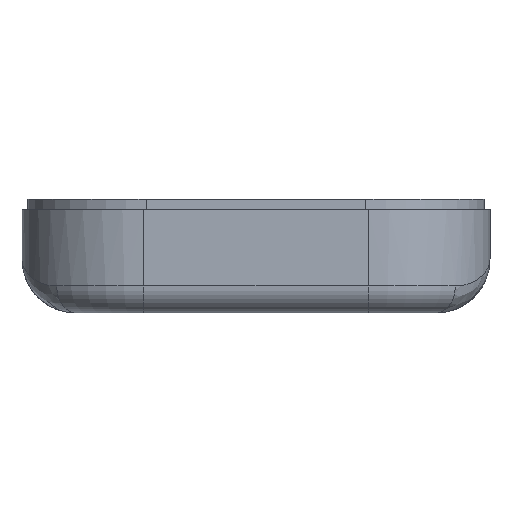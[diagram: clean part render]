
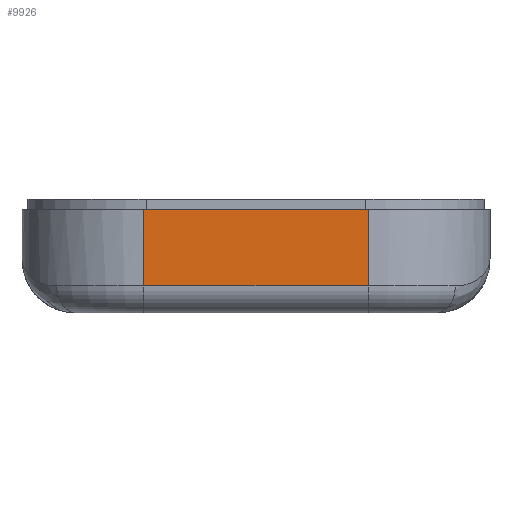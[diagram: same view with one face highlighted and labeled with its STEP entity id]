
A CAD part, left-side view. The second image highlights one B-rep face of the part: STEP entity #9926.
In plain terms, the highlighted planar face has unit normal (-1, 0, 0).
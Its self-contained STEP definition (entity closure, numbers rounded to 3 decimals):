
#1066=FACE_OUTER_BOUND('',#1659,.T.);
#1659=EDGE_LOOP('',(#9106,#9107,#9108,#9109));
#2811=LINE('',#18136,#3593);
#2943=LINE('',#20578,#3725);
#2944=LINE('',#20757,#3726);
#2945=LINE('',#20759,#3727);
#3593=VECTOR('',#13162,10.);
#3725=VECTOR('',#13648,10.);
#3726=VECTOR('',#13665,10.);
#3727=VECTOR('',#13668,10.);
#4566=VERTEX_POINT('',#18133);
#4567=VERTEX_POINT('',#18135);
#4696=VERTEX_POINT('',#20575);
#4697=VERTEX_POINT('',#20577);
#5921=EDGE_CURVE('',#4567,#4566,#2811,.T.);
#6167=EDGE_CURVE('',#4696,#4697,#2943,.T.);
#6175=EDGE_CURVE('',#4566,#4697,#2944,.T.);
#6176=EDGE_CURVE('',#4567,#4696,#2945,.T.);
#9106=ORIENTED_EDGE('',*,*,#5921,.T.);
#9107=ORIENTED_EDGE('',*,*,#6175,.T.);
#9108=ORIENTED_EDGE('',*,*,#6167,.F.);
#9109=ORIENTED_EDGE('',*,*,#6176,.F.);
#9407=PLANE('',#10914);
#9926=ADVANCED_FACE('',(#1066),#9407,.T.);
#10914=AXIS2_PLACEMENT_3D('',#20758,#13666,#13667);
#13162=DIRECTION('',(0.,1.,0.));
#13648=DIRECTION('',(0.,1.,0.));
#13665=DIRECTION('',(0.,0.,-1.));
#13666=DIRECTION('center_axis',(-1.,0.,0.));
#13667=DIRECTION('ref_axis',(0.,1.,0.));
#13668=DIRECTION('',(0.,0.,-1.));
#18133=CARTESIAN_POINT('',(-121.26,96.214,20.06));
#18135=CARTESIAN_POINT('',(-121.26,54.564,20.06));
#18136=CARTESIAN_POINT('',(-121.26,64.977,20.06));
#20575=CARTESIAN_POINT('',(-121.26,54.564,5.971));
#20577=CARTESIAN_POINT('',(-121.26,96.214,5.971));
#20578=CARTESIAN_POINT('',(-121.26,64.782,5.971));
#20757=CARTESIAN_POINT('',(-121.26,96.214,22.56));
#20758=CARTESIAN_POINT('Origin',(-121.26,54.564,22.56));
#20759=CARTESIAN_POINT('',(-121.26,54.564,22.56));
